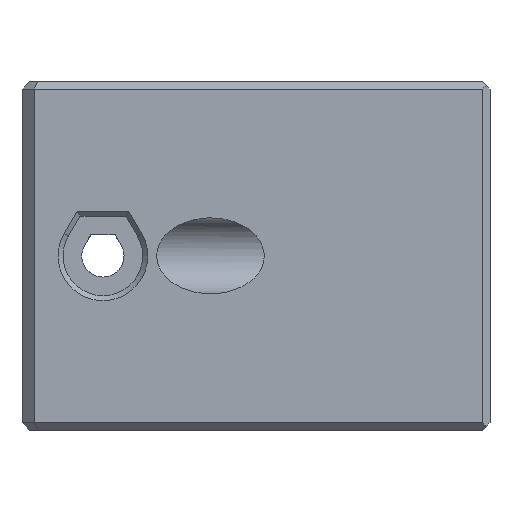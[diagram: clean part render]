
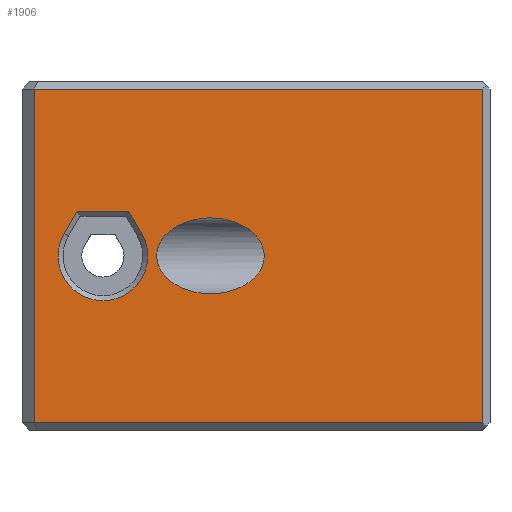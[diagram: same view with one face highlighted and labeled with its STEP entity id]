
A CAD part, top view. The second image highlights one B-rep face of the part: STEP entity #1906.
In plain terms, the highlighted planar face has unit normal (0, 0, 1).
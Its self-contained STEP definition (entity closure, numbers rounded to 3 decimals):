
#64=FACE_BOUND('',#325,.T.);
#65=FACE_BOUND('',#326,.T.);
#66=ELLIPSE('',#1995,4.313,3.05);
#100=CIRCLE('',#2041,3.6);
#202=FACE_OUTER_BOUND('',#324,.T.);
#324=EDGE_LOOP('',(#1494,#1495,#1496,#1497));
#325=EDGE_LOOP('',(#1498));
#326=EDGE_LOOP('',(#1499,#1500,#1501,#1502));
#398=LINE('',#2719,#600);
#404=LINE('',#2730,#606);
#415=LINE('',#2752,#617);
#469=LINE('',#3066,#671);
#475=LINE('',#3077,#677);
#477=LINE('',#3085,#679);
#504=LINE('',#3601,#706);
#600=VECTOR('',#2169,10.);
#606=VECTOR('',#2177,10.);
#617=VECTOR('',#2196,10.);
#671=VECTOR('',#2342,10.);
#677=VECTOR('',#2350,10.);
#679=VECTOR('',#2360,10.);
#706=VECTOR('',#2427,10.);
#801=VERTEX_POINT('',#2716);
#802=VERTEX_POINT('',#2718);
#806=VERTEX_POINT('',#2728);
#813=VERTEX_POINT('',#2750);
#815=VERTEX_POINT('',#2756);
#875=VERTEX_POINT('',#3064);
#876=VERTEX_POINT('',#3065);
#880=VERTEX_POINT('',#3075);
#882=VERTEX_POINT('',#3080);
#963=EDGE_CURVE('',#801,#802,#398,.T.);
#969=EDGE_CURVE('',#806,#801,#404,.T.);
#980=EDGE_CURVE('',#813,#806,#415,.T.);
#983=EDGE_CURVE('',#815,#815,#66,.T.);
#1063=EDGE_CURVE('',#875,#876,#469,.T.);
#1069=EDGE_CURVE('',#880,#875,#475,.T.);
#1071=EDGE_CURVE('',#882,#880,#100,.T.);
#1073=EDGE_CURVE('',#876,#882,#477,.T.);
#1109=EDGE_CURVE('',#813,#802,#504,.T.);
#1494=ORIENTED_EDGE('',*,*,#969,.F.);
#1495=ORIENTED_EDGE('',*,*,#980,.F.);
#1496=ORIENTED_EDGE('',*,*,#1109,.T.);
#1497=ORIENTED_EDGE('',*,*,#963,.F.);
#1498=ORIENTED_EDGE('',*,*,#983,.T.);
#1499=ORIENTED_EDGE('',*,*,#1063,.F.);
#1500=ORIENTED_EDGE('',*,*,#1069,.F.);
#1501=ORIENTED_EDGE('',*,*,#1071,.F.);
#1502=ORIENTED_EDGE('',*,*,#1073,.F.);
#1824=PLANE('',#2066);
#1906=ADVANCED_FACE('',(#202,#64,#65),#1824,.T.);
#1995=AXIS2_PLACEMENT_3D('',#2758,#2202,#2203);
#2041=AXIS2_PLACEMENT_3D('',#3082,#2354,#2355);
#2066=AXIS2_PLACEMENT_3D('',#3606,#2434,#2435);
#2169=DIRECTION('',(-1.,0.,0.));
#2177=DIRECTION('',(0.,-1.,0.));
#2196=DIRECTION('',(1.,0.,0.));
#2202=DIRECTION('center_axis',(0.,0.,
-1.));
#2203=DIRECTION('ref_axis',(1.,0.,0.));
#2342=DIRECTION('',(-1.,0.,0.));
#2350=DIRECTION('',(-0.5,0.866,0.));
#2354=DIRECTION('center_axis',(0.,0.,
1.));
#2355=DIRECTION('ref_axis',(0.866,-0.5,0.));
#2360=DIRECTION('',(-0.5,-0.866,0.));
#2427=DIRECTION('',(0.,-1.,0.));
#2434=DIRECTION('center_axis',(0.,0.,
1.));
#2435=DIRECTION('ref_axis',(-1.,0.,0.));
#2716=CARTESIAN_POINT('',(-64.824,0.6,0.9));
#2718=CARTESIAN_POINT('',(-100.824,0.6,0.9));
#2719=CARTESIAN_POINT('',(-58.574,0.6,0.9));
#2728=CARTESIAN_POINT('',(-64.824,27.4,0.9));
#2730=CARTESIAN_POINT('',(-64.824,21.,0.9));
#2750=CARTESIAN_POINT('',(-100.824,27.4,0.9));
#2752=CARTESIAN_POINT('',(-70.224,27.4,0.9));
#2756=CARTESIAN_POINT('',(-86.682,17.05,0.9));
#2758=CARTESIAN_POINT('Origin',(-86.682,14.,0.9));
#3064=CARTESIAN_POINT('',(-93.246,17.6,0.9));
#3065=CARTESIAN_POINT('',(-97.403,17.6,0.9));
#3066=CARTESIAN_POINT('',(-71.998,17.6,0.9));
#3075=CARTESIAN_POINT('',(-92.206,15.8,0.9));
#3077=CARTESIAN_POINT('',(-89.637,11.349,0.9));
#3080=CARTESIAN_POINT('',(-98.442,15.8,0.9));
#3082=CARTESIAN_POINT('Origin',(-95.324,14.,0.9));
#3085=CARTESIAN_POINT('',(-89.348,31.551,0.9));
#3601=CARTESIAN_POINT('',(-100.824,7.,0.9));
#3606=CARTESIAN_POINT('Origin',(-46.824,28.,0.9));
